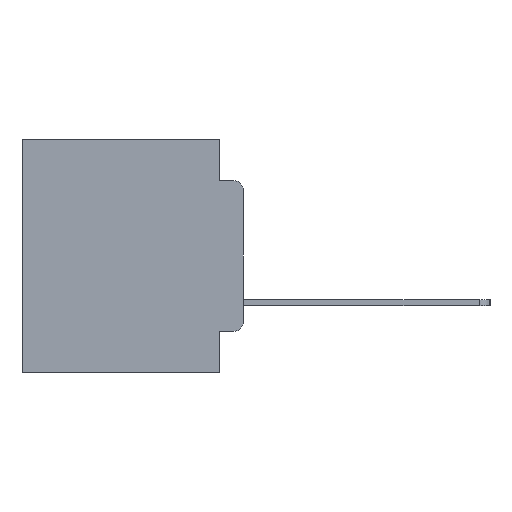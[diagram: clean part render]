
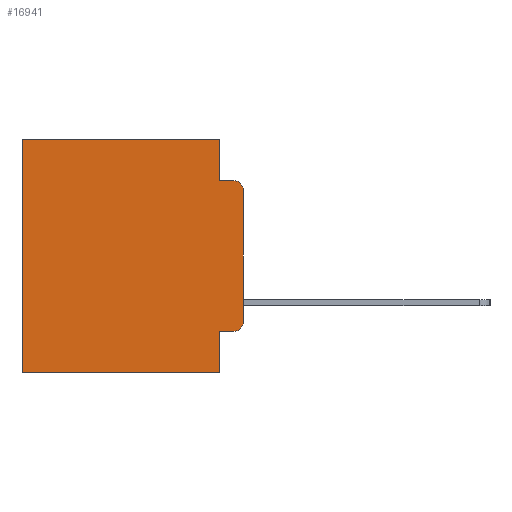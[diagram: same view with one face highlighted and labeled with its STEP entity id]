
A CAD part, left-side view. The second image highlights one B-rep face of the part: STEP entity #16941.
In plain terms, the highlighted planar face has unit normal (-1, 0, 0).
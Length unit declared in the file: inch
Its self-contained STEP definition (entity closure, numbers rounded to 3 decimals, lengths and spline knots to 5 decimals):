
#15 = EDGE_CURVE ( 'NONE', #4581, #17341, #10430, .T. ) ;
#129 = CARTESIAN_POINT ( 'NONE',  ( 0.298, 0., 0. ) ) ;
#133 = ORIENTED_EDGE ( 'NONE', *, *, #25419, .T. ) ;
#429 = EDGE_LOOP ( 'NONE', ( #8819, #5660, #17989, #1946, #5523, #5231, #7946, #8406, #24264, #133 ) ) ;
#507 = VECTOR ( 'NONE', #16659, 39.37008 ) ;
#616 = LINE ( 'NONE', #23299, #17498 ) ;
#759 = VERTEX_POINT ( 'NONE', #1725 ) ;
#838 = CARTESIAN_POINT ( 'NONE',  ( 0.298, 0.473, -0.5 ) ) ;
#1725 = CARTESIAN_POINT ( 'NONE',  ( 0.298, 0.02, -0.4115 ) ) ;
#1946 = ORIENTED_EDGE ( 'NONE', *, *, #4496, .F. ) ;
#2297 = PLANE ( 'NONE',  #13887 ) ;
#2300 = CARTESIAN_POINT ( 'NONE',  ( 0.298, 0.473, 0. ) ) ;
#2393 = DIRECTION ( 'NONE',  ( 0., 0., -1. ) ) ;
#2434 = CIRCLE ( 'NONE', #14798, 0.02 ) ;
#3008 = EDGE_CURVE ( 'NONE', #4737, #16531, #3710, .T. ) ;
#3032 = CARTESIAN_POINT ( 'NONE',  ( 0.298, 0.051, 0. ) ) ;
#3466 = CARTESIAN_POINT ( 'NONE',  ( 0.298, 0.051, 0. ) ) ;
#3710 = LINE ( 'NONE', #2300, #26103 ) ;
#4445 = LINE ( 'NONE', #17438, #9683 ) ;
#4496 = EDGE_CURVE ( 'NONE', #22494, #7422, #13722, .T. ) ;
#4581 = VERTEX_POINT ( 'NONE', #10449 ) ;
#4686 = VERTEX_POINT ( 'NONE', #19413 ) ;
#4737 = VERTEX_POINT ( 'NONE', #28114 ) ;
#4920 = DIRECTION ( 'NONE',  ( 0., 0., -1. ) ) ;
#5231 = ORIENTED_EDGE ( 'NONE', *, *, #3008, .T. ) ;
#5296 = CARTESIAN_POINT ( 'NONE',  ( 0.298, 0.02, -0.1085 ) ) ;
#5436 = CIRCLE ( 'NONE', #17751, 0.02 ) ;
#5523 = ORIENTED_EDGE ( 'NONE', *, *, #24742, .T. ) ;
#5660 = ORIENTED_EDGE ( 'NONE', *, *, #7487, .T. ) ;
#5904 = CARTESIAN_POINT ( 'NONE',  ( 0.298, 0., 0. ) ) ;
#5929 = DIRECTION ( 'NONE',  ( 0., 1., 0. ) ) ;
#5968 = EDGE_CURVE ( 'NONE', #7422, #8712, #23983, .T. ) ;
#6503 = DIRECTION ( 'NONE',  ( 0., 1., 0. ) ) ;
#6678 = DIRECTION ( 'NONE',  ( 0., -1., 0. ) ) ;
#6681 = VECTOR ( 'NONE', #6678, 39.37008 ) ;
#7206 = DIRECTION ( 'NONE',  ( 0., -1., 0. ) ) ;
#7298 = DIRECTION ( 'NONE',  ( 0., 0., -1. ) ) ;
#7422 = VERTEX_POINT ( 'NONE', #18128 ) ;
#7487 = EDGE_CURVE ( 'NONE', #9337, #8712, #2434, .T. ) ;
#7552 = DIRECTION ( 'NONE',  ( 0., 0., -1. ) ) ;
#7946 = ORIENTED_EDGE ( 'NONE', *, *, #18618, .F. ) ;
#8406 = ORIENTED_EDGE ( 'NONE', *, *, #15, .F. ) ;
#8444 = DIRECTION ( 'NONE',  ( -1., 0., 0. ) ) ;
#8712 = VERTEX_POINT ( 'NONE', #18436 ) ;
#8819 = ORIENTED_EDGE ( 'NONE', *, *, #10461, .F. ) ;
#9337 = VERTEX_POINT ( 'NONE', #9609 ) ;
#9609 = CARTESIAN_POINT ( 'NONE',  ( 0.298, 0., -0.1085 ) ) ;
#9683 = VECTOR ( 'NONE', #6503, 39.37008 ) ;
#10430 = LINE ( 'NONE', #24574, #26882 ) ;
#10449 = CARTESIAN_POINT ( 'NONE',  ( 0.298, 0.051, -0.4115 ) ) ;
#10461 = EDGE_CURVE ( 'NONE', #9337, #4686, #18784, .T. ) ;
#12665 = CARTESIAN_POINT ( 'NONE',  ( 0.298, 0.051, -0.5 ) ) ;
#13099 = VECTOR ( 'NONE', #19086, 39.37008 ) ;
#13722 = LINE ( 'NONE', #3466, #507 ) ;
#13887 = AXIS2_PLACEMENT_3D ( 'NONE', #129, #15622, #2393 ) ;
#14798 = AXIS2_PLACEMENT_3D ( 'NONE', #5296, #20561, #7552 ) ;
#15622 = DIRECTION ( 'NONE',  ( 1., 0., 0. ) ) ;
#16531 = VERTEX_POINT ( 'NONE', #838 ) ;
#16659 = DIRECTION ( 'NONE',  ( 0., 0., -1. ) ) ;
#16941 = ADVANCED_FACE ( 'NONE', ( #25615 ), #2297, .F. ) ;
#17341 = VERTEX_POINT ( 'NONE', #12665 ) ;
#17438 = CARTESIAN_POINT ( 'NONE',  ( 0.298, 0., -0.5 ) ) ;
#17498 = VECTOR ( 'NONE', #5929, 39.37008 ) ;
#17751 = AXIS2_PLACEMENT_3D ( 'NONE', #21417, #8444, #23543 ) ;
#17989 = ORIENTED_EDGE ( 'NONE', *, *, #5968, .F. ) ;
#18128 = CARTESIAN_POINT ( 'NONE',  ( 0.298, 0.051, -0.0885 ) ) ;
#18436 = CARTESIAN_POINT ( 'NONE',  ( 0.298, 0.02, -0.0885 ) ) ;
#18618 = EDGE_CURVE ( 'NONE', #17341, #16531, #4445, .T. ) ;
#18784 = LINE ( 'NONE', #5904, #13099 ) ;
#18994 = LINE ( 'NONE', #20227, #24772 ) ;
#19086 = DIRECTION ( 'NONE',  ( 0., 0., -1. ) ) ;
#19413 = CARTESIAN_POINT ( 'NONE',  ( 0.298, 0., -0.3915 ) ) ;
#20227 = CARTESIAN_POINT ( 'NONE',  ( 0.298, 0.051, -0.4115 ) ) ;
#20561 = DIRECTION ( 'NONE',  ( -1., 0., 0. ) ) ;
#21417 = CARTESIAN_POINT ( 'NONE',  ( 0.298, 0.02, -0.3915 ) ) ;
#22494 = VERTEX_POINT ( 'NONE', #3032 ) ;
#23299 = CARTESIAN_POINT ( 'NONE',  ( 0.298, 0., 0. ) ) ;
#23543 = DIRECTION ( 'NONE',  ( 0., 0., -1. ) ) ;
#23983 = LINE ( 'NONE', #28145, #6681 ) ;
#24264 = ORIENTED_EDGE ( 'NONE', *, *, #26832, .T. ) ;
#24574 = CARTESIAN_POINT ( 'NONE',  ( 0.298, 0.051, 0. ) ) ;
#24742 = EDGE_CURVE ( 'NONE', #22494, #4737, #616, .T. ) ;
#24772 = VECTOR ( 'NONE', #7206, 39.37008 ) ;
#25419 = EDGE_CURVE ( 'NONE', #759, #4686, #5436, .T. ) ;
#25615 = FACE_OUTER_BOUND ( 'NONE', #429, .T. ) ;
#26103 = VECTOR ( 'NONE', #4920, 39.37008 ) ;
#26832 = EDGE_CURVE ( 'NONE', #4581, #759, #18994, .T. ) ;
#26882 = VECTOR ( 'NONE', #7298, 39.37008 ) ;
#28114 = CARTESIAN_POINT ( 'NONE',  ( 0.298, 0.473, 0. ) ) ;
#28145 = CARTESIAN_POINT ( 'NONE',  ( 0.298, 0.051, -0.0885 ) ) ;
